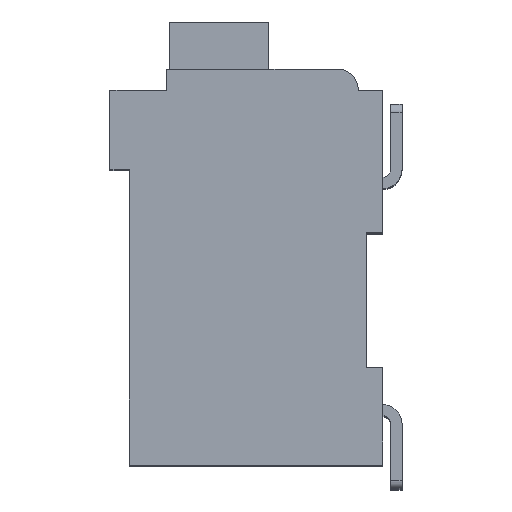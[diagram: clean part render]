
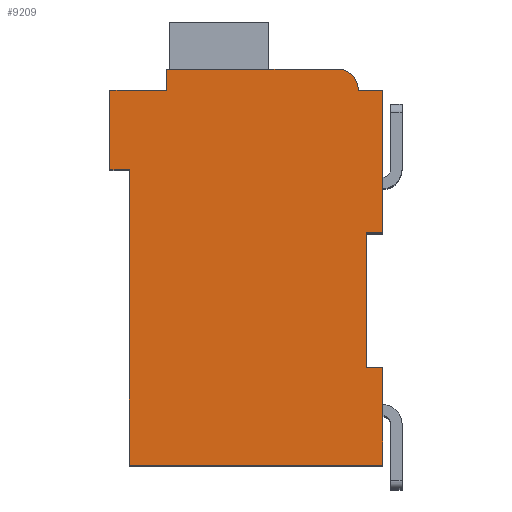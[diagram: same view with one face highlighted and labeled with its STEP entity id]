
A CAD part, top view. The second image highlights one B-rep face of the part: STEP entity #9209.
In plain terms, the highlighted planar face has unit normal (0, 0, 1).
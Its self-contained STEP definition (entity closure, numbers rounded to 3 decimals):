
#1754=DIRECTION('',(1.,0.,0.));
#1755=VECTOR('',#1754,0.5);
#1756=CARTESIAN_POINT('',(7.3,7.15,2.1));
#1757=LINE('',#1756,#1755);
#1758=DIRECTION('',(0.,1.,0.));
#1759=VECTOR('',#1758,4.15);
#1760=CARTESIAN_POINT('',(7.3,3.,2.1));
#1761=LINE('',#1760,#1759);
#1762=DIRECTION('',(-1.,0.,0.));
#1763=VECTOR('',#1762,0.5);
#1764=CARTESIAN_POINT('',(7.8,3.,2.1));
#1765=LINE('',#1764,#1763);
#1766=DIRECTION('',(0.,1.,0.));
#1767=VECTOR('',#1766,3.);
#1768=CARTESIAN_POINT('',(7.8,0.,2.1));
#1769=LINE('',#1768,#1767);
#1770=DIRECTION('',(1.,0.,0.));
#1771=VECTOR('',#1770,7.8);
#1772=CARTESIAN_POINT('',(0.,0.,2.1));
#1773=LINE('',#1772,#1771);
#1774=DIRECTION('',(0.,-1.,0.));
#1775=VECTOR('',#1774,9.1);
#1776=CARTESIAN_POINT('',(0.,9.1,2.1));
#1777=LINE('',#1776,#1775);
#1778=DIRECTION('',(1.,0.,0.));
#1779=VECTOR('',#1778,0.6);
#1780=CARTESIAN_POINT('',(-0.6,9.1,2.1));
#1781=LINE('',#1780,#1779);
#1782=DIRECTION('',(0.,-1.,0.));
#1783=VECTOR('',#1782,2.45);
#1784=CARTESIAN_POINT('',(-0.6,11.55,2.1));
#1785=LINE('',#1784,#1783);
#1786=DIRECTION('',(-1.,0.,0.));
#1787=VECTOR('',#1786,1.75);
#1788=CARTESIAN_POINT('',(1.15,11.55,2.1));
#1789=LINE('',#1788,#1787);
#1790=DIRECTION('',(0.,-1.,0.));
#1791=VECTOR('',#1790,0.65);
#1792=CARTESIAN_POINT('',(1.15,12.2,2.1));
#1793=LINE('',#1792,#1791);
#1794=DIRECTION('',(-1.,0.,0.));
#1795=VECTOR('',#1794,5.25);
#1796=CARTESIAN_POINT('',(6.4,12.2,2.1));
#1797=LINE('',#1796,#1795);
#1798=CARTESIAN_POINT('',(6.4,11.55,2.1));
#1799=DIRECTION('',(0.,0.,1.));
#1800=DIRECTION('',(1.,0.,0.));
#1801=AXIS2_PLACEMENT_3D('',#1798,#1799,#1800);
#1803=DIRECTION('',(-1.,0.,0.));
#1804=VECTOR('',#1803,0.75);
#1805=CARTESIAN_POINT('',(7.8,11.55,2.1));
#1806=LINE('',#1805,#1804);
#1807=DIRECTION('',(0.,1.,0.));
#1808=VECTOR('',#1807,4.4);
#1809=CARTESIAN_POINT('',(7.8,7.15,2.1));
#1810=LINE('',#1809,#1808);
#5785=CARTESIAN_POINT('',(7.3,7.15,2.1));
#5786=CARTESIAN_POINT('',(7.8,7.15,2.1));
#5787=VERTEX_POINT('',#5785);
#5788=VERTEX_POINT('',#5786);
#5789=CARTESIAN_POINT('',(7.8,11.55,2.1));
#5790=VERTEX_POINT('',#5789);
#5791=CARTESIAN_POINT('',(7.05,11.55,2.1));
#5792=VERTEX_POINT('',#5791);
#5793=CARTESIAN_POINT('',(6.4,12.2,2.1));
#5794=VERTEX_POINT('',#5793);
#5795=CARTESIAN_POINT('',(1.15,12.2,2.1));
#5796=VERTEX_POINT('',#5795);
#5797=CARTESIAN_POINT('',(1.15,11.55,2.1));
#5798=VERTEX_POINT('',#5797);
#5799=CARTESIAN_POINT('',(-0.6,11.55,2.1));
#5800=VERTEX_POINT('',#5799);
#5801=CARTESIAN_POINT('',(-0.6,9.1,2.1));
#5802=VERTEX_POINT('',#5801);
#5803=CARTESIAN_POINT('',(0.,9.1,2.1));
#5804=VERTEX_POINT('',#5803);
#5805=CARTESIAN_POINT('',(0.,0.,2.1));
#5806=VERTEX_POINT('',#5805);
#5807=CARTESIAN_POINT('',(7.8,0.,2.1));
#5808=VERTEX_POINT('',#5807);
#5809=CARTESIAN_POINT('',(7.8,3.,2.1));
#5810=VERTEX_POINT('',#5809);
#5811=CARTESIAN_POINT('',(7.3,3.,2.1));
#5812=VERTEX_POINT('',#5811);
#9185=CARTESIAN_POINT('',(0.,0.,2.1));
#9186=DIRECTION('',(0.,0.,1.));
#9187=DIRECTION('',(1.,0.,0.));
#9188=AXIS2_PLACEMENT_3D('',#9185,#9186,#9187);
#9189=PLANE('',#9188);
#9190=ORIENTED_EDGE('',*,*,#7586,.F.);
#9191=ORIENTED_EDGE('',*,*,#7907,.F.);
#9193=ORIENTED_EDGE('',*,*,#9192,.F.);
#9195=ORIENTED_EDGE('',*,*,#9194,.F.);
#9197=ORIENTED_EDGE('',*,*,#9196,.F.);
#9198=ORIENTED_EDGE('',*,*,#8144,.F.);
#9199=ORIENTED_EDGE('',*,*,#8216,.F.);
#9200=ORIENTED_EDGE('',*,*,#8340,.F.);
#9201=ORIENTED_EDGE('',*,*,#8469,.F.);
#9202=ORIENTED_EDGE('',*,*,#8538,.F.);
#9203=ORIENTED_EDGE('',*,*,#8762,.F.);
#9204=ORIENTED_EDGE('',*,*,#9071,.F.);
#9205=ORIENTED_EDGE('',*,*,#8999,.F.);
#9206=ORIENTED_EDGE('',*,*,#7763,.F.);
#9207=EDGE_LOOP('',(#9190,#9191,#9193,#9195,#9197,#9198,#9199,#9200,#9201,#9202,
#9203,#9204,#9205,#9206));
#9208=FACE_OUTER_BOUND('',#9207,.F.);
#1802=CIRCLE('',#1801,0.65);
#7586=EDGE_CURVE('',#5787,#5788,#1757,.T.);
#7763=EDGE_CURVE('',#5788,#5790,#1810,.T.);
#7907=EDGE_CURVE('',#5812,#5787,#1761,.T.);
#8144=EDGE_CURVE('',#5804,#5806,#1777,.T.);
#8216=EDGE_CURVE('',#5802,#5804,#1781,.T.);
#8340=EDGE_CURVE('',#5800,#5802,#1785,.T.);
#8469=EDGE_CURVE('',#5798,#5800,#1789,.T.);
#8538=EDGE_CURVE('',#5796,#5798,#1793,.T.);
#8762=EDGE_CURVE('',#5794,#5796,#1797,.T.);
#8999=EDGE_CURVE('',#5790,#5792,#1806,.T.);
#9071=EDGE_CURVE('',#5792,#5794,#1802,.T.);
#9192=EDGE_CURVE('',#5810,#5812,#1765,.T.);
#9194=EDGE_CURVE('',#5808,#5810,#1769,.T.);
#9196=EDGE_CURVE('',#5806,#5808,#1773,.T.);
#9209=ADVANCED_FACE('',(#9208),#9189,.T.);
